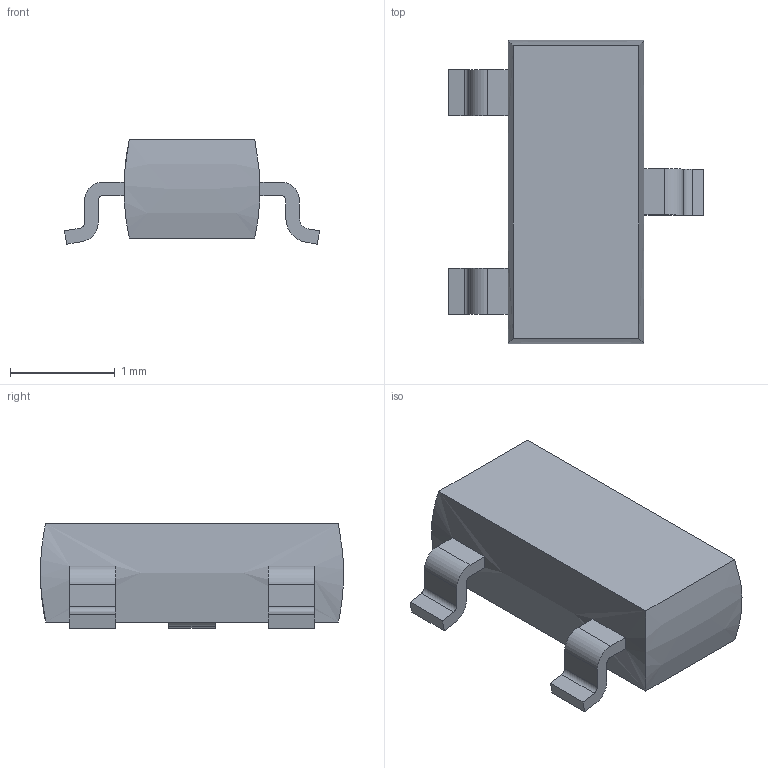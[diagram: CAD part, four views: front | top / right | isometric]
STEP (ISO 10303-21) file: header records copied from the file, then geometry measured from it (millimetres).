
FILE_DESCRIPTION (( 'STEP AP214' ), '1' );
FILE_NAME ('User Library-SOT95P240X100-3-ONSEMI_SOT-23.STEP', '2015-08-27T13:52:56', ( 'Windows User' ), ( '' ), 'SwSTEP 2.0', 'SolidWorks 2015', '' );
FILE_SCHEMA (( 'AUTOMOTIVE_DESIGN' ));
Length unit declared in the file: millimetre
Products named in the file (1): User Library-SOT95P240X100-3-ONSEMI_SOT-23
Bounding box: 2.44 x 2.9 x 1 mm (x, y, z)
Volume: 3.6 mm3; surface area: 17.6 mm2
Topology: 1 solids, 1 shells, 45 faces, 120 edges, 80 vertices
Faces by surface type: plane 29, cylinder 12, bspline 4
Entity records: 2005 total; most frequent: CARTESIAN_POINT 356, ORIENTED_EDGE 240, DIRECTION 218, EDGE_CURVE 120, VECTOR 86, LINE 86, VERTEX_POINT 80, AXIS2_PLACEMENT_3D 66
